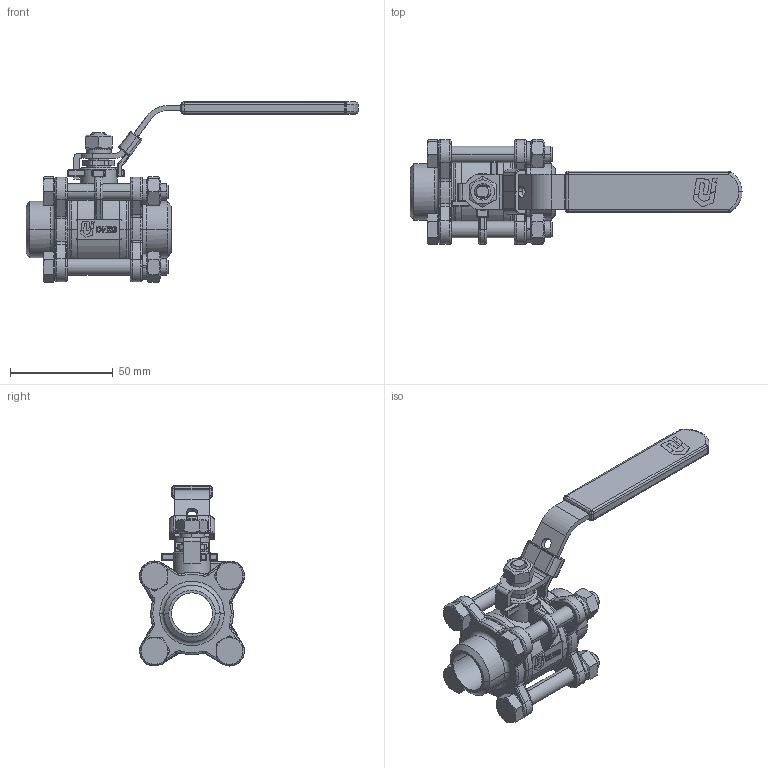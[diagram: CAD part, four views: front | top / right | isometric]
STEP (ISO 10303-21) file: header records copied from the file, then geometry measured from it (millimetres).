
FILE_DESCRIPTION(('HOOPS Exchange Step'),'2;1');
FILE_NAME('GK1701_DN20.stp','2025-12-19T15:47:38+01:00',('nieru'),('Unknown organisation'),'HOOPS Exchange 2024.2','HOOPS Exchange','Unknown authorisation');
FILE_SCHEMA( ('AP203_CONFIGURATION_CONTROLLED_3D_DESIGN_OF_MECHANICAL_PARTS_AND_ASSEMBLIES_MIM_LF') );
Length unit declared in the file: millimetre
Products named in the file (2): 0; root
Assembly tree (1 placements, depth 2):
  root
    0
Bounding box: 161.3 x 51.43 x 87.82 mm (x, y, z)
Volume: 89178 mm3; surface area: 51335.8 mm2
Topology: 22 solids, 22 shells, 1242 faces, 3119 edges, 1948 vertices
Faces by surface type: plane 384, cylinder 380, bspline 198, torus 148, cone 88, sphere 44
Entity records: 88980 total; most frequent: CARTESIAN_POINT 62413, ORIENTED_EDGE 6238, DIRECTION 4121, EDGE_CURVE 3119, VERTEX_POINT 1948, AXIS2_PLACEMENT_3D 1400, VECTOR 1321, LINE 1321
